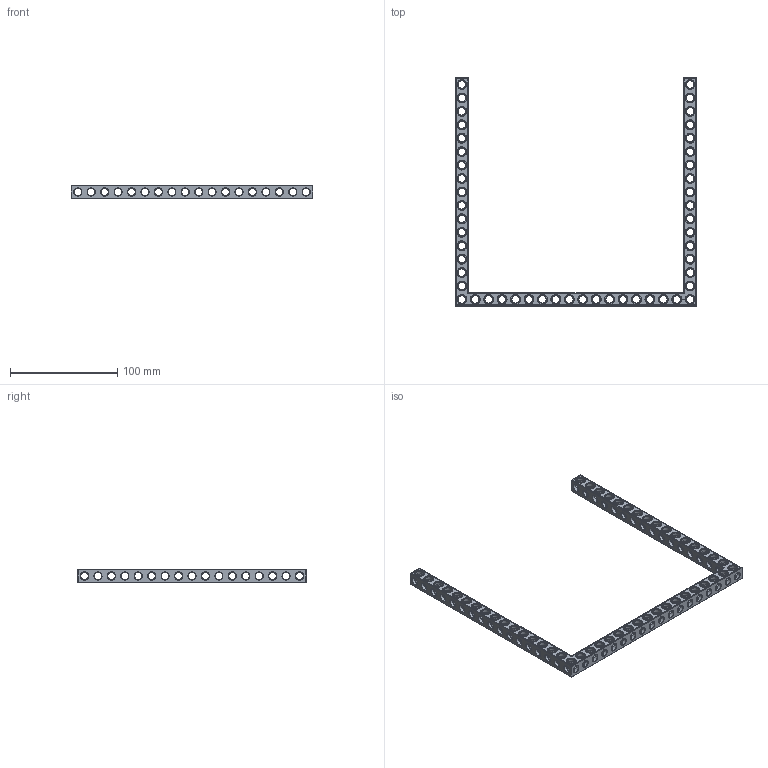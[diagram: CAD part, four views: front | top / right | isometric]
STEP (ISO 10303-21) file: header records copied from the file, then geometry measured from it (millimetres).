
FILE_DESCRIPTION(('FreeCAD Model'),'2;1');
FILE_NAME('Open CASCADE Shape Model','2022-03-06T23:05:24',('Author'),( ''),'Open CASCADE STEP processor 7.5','FreeCAD','Unknown');
FILE_SCHEMA(('AUTOMOTIVE_DESIGN { 1 0 10303 214 1 1 1 1 }'));
Products named in the file (1): Beam AGD ESS USH SYM BU18x17x01 - SPN-BEM-0609 (stemfie.org)
Bounding box: 225 x 212.5 x 12.5 mm (x, y, z)
Volume: 48855.7 mm3; surface area: 43558.9 mm2
Topology: 1 solids, 1 shells, 1109 faces, 3439 edges, 2217 vertices
Faces by surface type: plane 412, cylinder 301, cone 202, extrusion 194
Full cylindrical faces by diameter (mm): 6.98 x36, 7 x215, 9.2 x50
Entity records: 254370 total; most frequent: CARTESIAN_POINT 190795, DIRECTION 10197, ORIENTED_EDGE 6878, PCURVE 6878, DEFINITIONAL_REPRESENTATION 6878, VECTOR 6023, LINE 5829, EDGE_CURVE 3439
